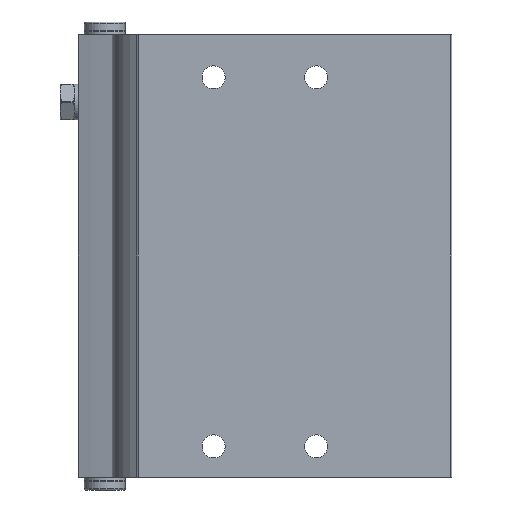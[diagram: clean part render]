
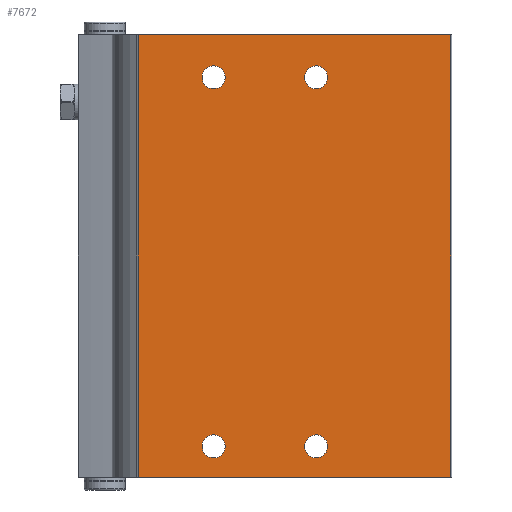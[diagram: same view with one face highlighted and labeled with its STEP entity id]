
A CAD part, front view. The second image highlights one B-rep face of the part: STEP entity #7672.
In plain terms, the highlighted planar face has unit normal (0, -1, 0).
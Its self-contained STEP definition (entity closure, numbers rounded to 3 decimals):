
#585=LINE('',#13095,#1132);
#586=LINE('',#13105,#1133);
#587=LINE('',#13107,#1134);
#588=LINE('',#13109,#1135);
#1132=VECTOR('',#9892,1000.);
#1133=VECTOR('',#9903,1000.);
#1134=VECTOR('',#9904,1000.);
#1135=VECTOR('',#9905,1000.);
#1869=ORIENTED_EDGE('',*,*,#3852,.F.);
#1870=ORIENTED_EDGE('',*,*,#3853,.F.);
#1871=ORIENTED_EDGE('',*,*,#3854,.F.);
#1872=ORIENTED_EDGE('',*,*,#3855,.F.);
#1873=ORIENTED_EDGE('',*,*,#3856,.F.);
#1874=ORIENTED_EDGE('',*,*,#3851,.F.);
#1875=ORIENTED_EDGE('',*,*,#3857,.T.);
#1876=ORIENTED_EDGE('',*,*,#3858,.T.);
#3851=EDGE_CURVE('',#4850,#4849,#585,.T.);
#3852=EDGE_CURVE('',#4851,#4851,#5402,.T.);
#3853=EDGE_CURVE('',#4852,#4852,#5403,.T.);
#3854=EDGE_CURVE('',#4853,#4853,#5404,.T.);
#3855=EDGE_CURVE('',#4854,#4854,#5405,.T.);
#3856=EDGE_CURVE('',#4849,#4855,#586,.T.);
#3857=EDGE_CURVE('',#4850,#4856,#587,.T.);
#3858=EDGE_CURVE('',#4856,#4855,#588,.T.);
#4849=VERTEX_POINT('',#13092);
#4850=VERTEX_POINT('',#13094);
#4851=VERTEX_POINT('',#13098);
#4852=VERTEX_POINT('',#13100);
#4853=VERTEX_POINT('',#13102);
#4854=VERTEX_POINT('',#13104);
#4855=VERTEX_POINT('',#13106);
#4856=VERTEX_POINT('',#13108);
#5402=CIRCLE('',#8712,2.25);
#5403=CIRCLE('',#8713,2.25);
#5404=CIRCLE('',#8714,2.25);
#5405=CIRCLE('',#8715,2.25);
#5805=EDGE_LOOP('',(#1869));
#5806=EDGE_LOOP('',(#1870));
#5807=EDGE_LOOP('',(#1871));
#5808=EDGE_LOOP('',(#1872));
#5809=EDGE_LOOP('',(#1873,#1874,#1875,#1876));
#6654=FACE_BOUND('',#5805,.T.);
#6655=FACE_BOUND('',#5806,.T.);
#6656=FACE_BOUND('',#5807,.T.);
#6657=FACE_BOUND('',#5808,.T.);
#6658=FACE_BOUND('',#5809,.T.);
#7387=PLANE('',#8711);
#7672=ADVANCED_FACE('',(#6654,#6655,#6656,#6657,#6658),#7387,.T.);
#8711=AXIS2_PLACEMENT_3D('',#13096,#9893,#9894);
#8712=AXIS2_PLACEMENT_3D('',#13097,#9895,#9896);
#8713=AXIS2_PLACEMENT_3D('',#13099,#9897,#9898);
#8714=AXIS2_PLACEMENT_3D('',#13101,#9899,#9900);
#8715=AXIS2_PLACEMENT_3D('',#13103,#9901,#9902);
#9892=DIRECTION('',(0.,0.,1.));
#9893=DIRECTION('',(0.,-1.,0.));
#9894=DIRECTION('',(0.,0.,-1.));
#9895=DIRECTION('',(0.,-1.,0.));
#9896=DIRECTION('',(0.,0.,-1.));
#9897=DIRECTION('',(0.,-1.,0.));
#9898=DIRECTION('',(0.,0.,-1.));
#9899=DIRECTION('',(0.,-1.,0.));
#9900=DIRECTION('',(0.,0.,-1.));
#9901=DIRECTION('',(0.,-1.,0.));
#9902=DIRECTION('',(0.,0.,-1.));
#9903=DIRECTION('',(1.,0.,0.));
#9904=DIRECTION('',(1.,0.,0.));
#9905=DIRECTION('',(0.,0.,1.));
#13092=CARTESIAN_POINT('',(-36.27,0.,0.));
#13094=CARTESIAN_POINT('',(-36.27,0.,-86.3));
#13095=CARTESIAN_POINT('',(-36.27,0.,-86.3));
#13096=CARTESIAN_POINT('',(-36.27,0.,-86.3));
#13097=CARTESIAN_POINT('',(-10.,0.,-78.));
#13098=CARTESIAN_POINT('',(-10.,0.,-80.25));
#13099=CARTESIAN_POINT('',(-10.,0.,-6.));
#13100=CARTESIAN_POINT('',(-10.,0.,-8.25));
#13101=CARTESIAN_POINT('',(10.,0.,-78.));
#13102=CARTESIAN_POINT('',(10.,0.,-80.25));
#13103=CARTESIAN_POINT('',(10.,0.,-6.));
#13104=CARTESIAN_POINT('',(10.,0.,-8.25));
#13105=CARTESIAN_POINT('',(-36.27,0.,0.));
#13106=CARTESIAN_POINT('',(24.73,0.,0.));
#13107=CARTESIAN_POINT('',(-36.27,0.,-86.3));
#13108=CARTESIAN_POINT('',(24.73,0.,-86.3));
#13109=CARTESIAN_POINT('',(24.73,0.,-86.3));
